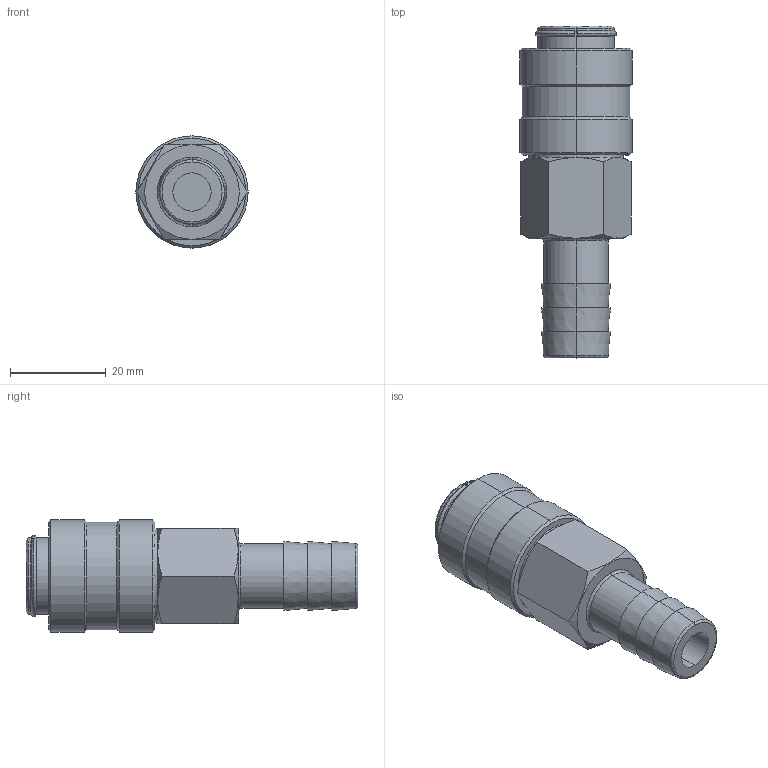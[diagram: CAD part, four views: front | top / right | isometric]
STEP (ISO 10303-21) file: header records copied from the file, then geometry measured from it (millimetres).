
FILE_DESCRIPTION (( 'STEP AP203' ), '1' );
FILE_NAME ('07260380.STEP', '2011-07-18T09:10:20', ( 'SP' ), ( 'sopra-pneumatic' ), 'SwSTEP 2.0', 'SolidWorks 2011', '' );
FILE_SCHEMA (( 'CONFIG_CONTROL_DESIGN' ));
Length unit declared in the file: millimetre
Products named in the file (1): 07260380
Bounding box: 23.5 x 69.5 x 23.5 mm (x, y, z)
Volume: 17458.9 mm3; surface area: 6395.4 mm2
Topology: 2 solids, 2 shells, 76 faces, 156 edges, 94 vertices
Faces by surface type: cone 24, cylinder 22, plane 20, torus 10
Entity records: 2203 total; most frequent: CARTESIAN_POINT 491, DIRECTION 374, ORIENTED_EDGE 312, AXIS2_PLACEMENT_3D 161, EDGE_CURVE 156, VERTEX_POINT 94, EDGE_LOOP 86, CIRCLE 84
